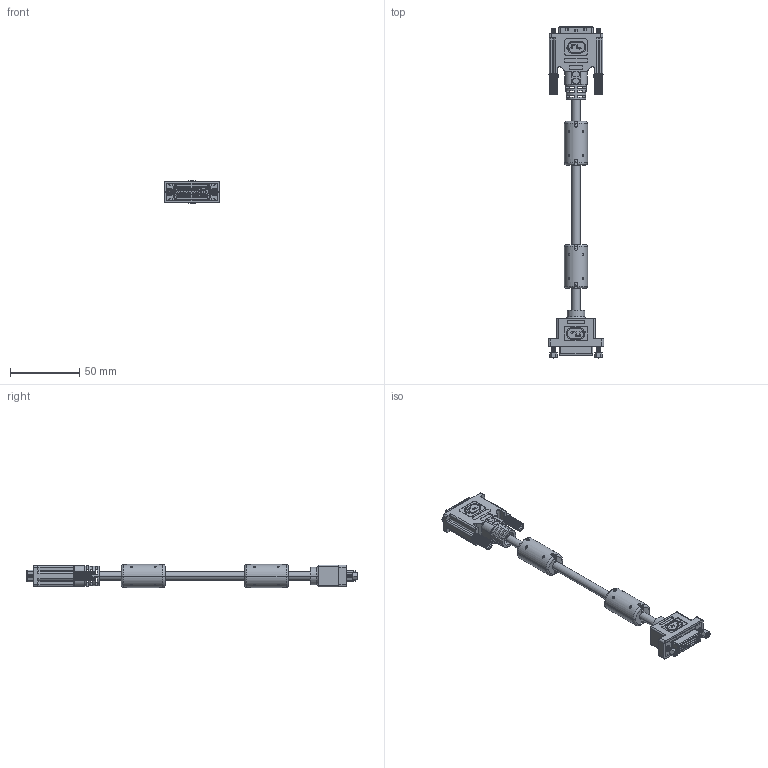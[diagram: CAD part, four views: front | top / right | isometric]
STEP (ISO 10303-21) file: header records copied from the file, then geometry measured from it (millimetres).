
FILE_DESCRIPTION (( 'STEP AP214' ), '1' );
FILE_NAME ('PMDVI-DSLMF.STEP', '2015-01-06T15:48:36', ( 'L-Com' ), ( 'L-Com Global Connectivity' ), 'SwSTEP 2.0', 'SolidWorks 2014', '' );
FILE_SCHEMA (( 'AUTOMOTIVE_DESIGN' ));
Length unit declared in the file: inch
Products named in the file (15): 1AM07-031___; 1AJ01-018___; 1AL08-138_6" LENGTH; PMDVI-DSLMF; MTN-880_INSTALLED JACKSCREWS; 1AJ10-005_1AJ10-005; MTN-881; 1AH01-021___; MTN-880_DEFAULT; MTN-286; 1AM07-032___; MTN-286___; 3AB14-026_NEW LOGO; 1AH01-007___; 1AJ02-035
Assembly tree (17 placements, depth 3):
  PMDVI-DSLMF
    1AL08-138_6" LENGTH
    3AB14-026_NEW LOGO
      1AJ01-018___
      1AM07-031___
      1AJ02-035  x2
      1AH01-007___
    MTN-286  x2
      MTN-286___
      1AM07-032___
    MTN-880_INSTALLED JACKSCREWS
      MTN-880_DEFAULT
      1AH01-021___
      MTN-881
      1AJ10-005_1AJ10-005  x2
Bounding box: 40 x 240.17 x 16.7 mm (x, y, z)
Volume: 41663.3 mm3; surface area: 43212.2 mm2
Topology: 42 solids, 42 shells, 3944 faces, 10331 edges, 6618 vertices
Faces by surface type: plane 2287, cylinder 858, bspline 469, torus 216, cone 102, sphere 12
Entity records: 146514 total; most frequent: CARTESIAN_POINT 38634, ORIENTED_EDGE 18790, DIRECTION 16643, EDGE_CURVE 9395, VECTOR 6723, LINE 6723, VERTEX_POINT 6030, AXIS2_PLACEMENT_3D 4960
